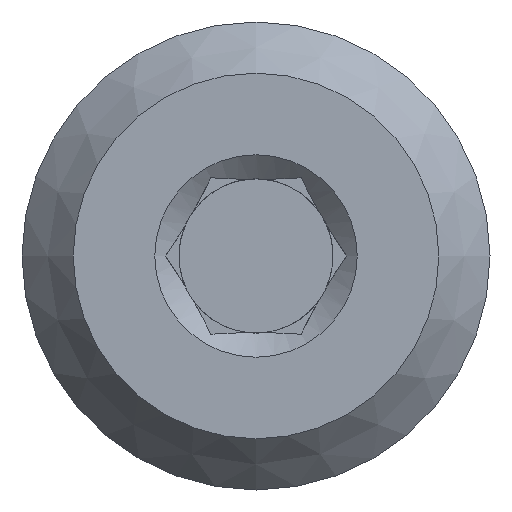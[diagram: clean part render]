
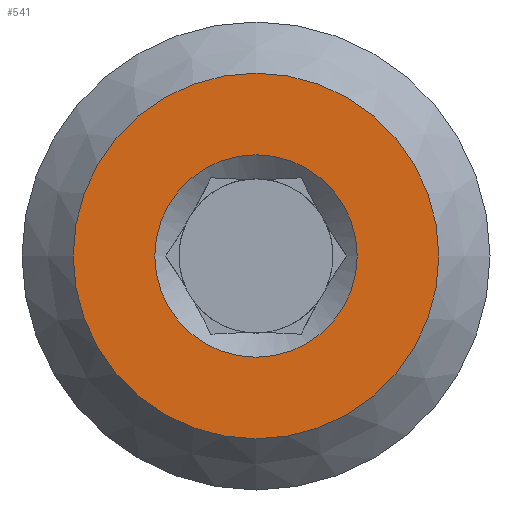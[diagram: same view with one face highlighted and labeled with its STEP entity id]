
A CAD part, left-side view. The second image highlights one B-rep face of the part: STEP entity #541.
In plain terms, the highlighted planar face has unit normal (-1, 0, 0).
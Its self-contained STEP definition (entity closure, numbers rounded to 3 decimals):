
#24=FACE_BOUND('',#169,.T.);
#131=FACE_OUTER_BOUND('',#168,.T.);
#168=EDGE_LOOP('',(#494));
#169=EDGE_LOOP('',(#495));
#200=CIRCLE('',#599,6.465);
#211=CIRCLE('',#617,11.68);
#250=VERTEX_POINT('',#954);
#265=VERTEX_POINT('',#2739);
#322=EDGE_CURVE('',#250,#250,#200,.T.);
#343=EDGE_CURVE('',#265,#265,#211,.T.);
#494=ORIENTED_EDGE('',*,*,#343,.F.);
#495=ORIENTED_EDGE('',*,*,#322,.T.);
#510=PLANE('',#616);
#541=ADVANCED_FACE('',(#131,#24),#510,.T.);
#599=AXIS2_PLACEMENT_3D('',#955,#734,#735);
#616=AXIS2_PLACEMENT_3D('',#2738,#768,#769);
#617=AXIS2_PLACEMENT_3D('',#2740,#770,#771);
#734=DIRECTION('center_axis',(1.,0.,0.));
#735=DIRECTION('ref_axis',(0.,1.,0.));
#768=DIRECTION('center_axis',(-1.,0.,0.));
#769=DIRECTION('ref_axis',(0.,0.,1.));
#770=DIRECTION('center_axis',(1.,0.,0.));
#771=DIRECTION('ref_axis',(0.,0.,-1.));
#954=CARTESIAN_POINT('',(-20.1,6.465,0.));
#955=CARTESIAN_POINT('Origin',(-20.1,0.,0.));
#2738=CARTESIAN_POINT('Origin',(-20.1,11.68,0.));
#2739=CARTESIAN_POINT('',(-20.1,11.68,0.));
#2740=CARTESIAN_POINT('Origin',(-20.1,0.,0.));
